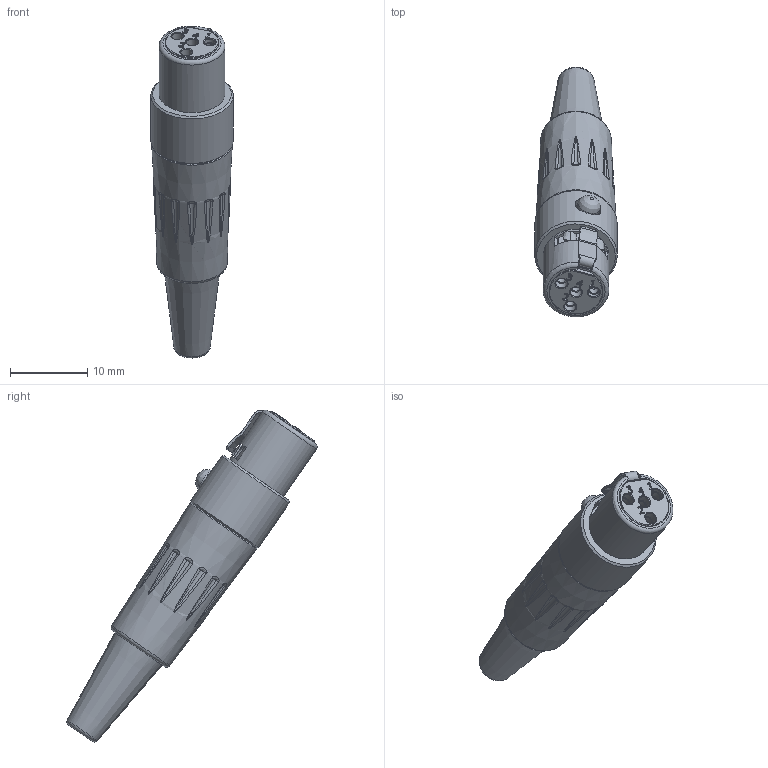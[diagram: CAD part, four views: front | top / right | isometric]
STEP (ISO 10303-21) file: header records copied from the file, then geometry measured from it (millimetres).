
FILE_DESCRIPTION((''),'2;1');
FILE_NAME('AG4F.stp','2013-05-07T16:25:55',('minh'),(''),'Autodesk Inventor 2012','Autodesk Inventor 2012','');
FILE_SCHEMA(('AUTOMOTIVE_DESIGN { 1 0 10303 214 1 1 1 1 }'));
Length unit declared in the file: millimetre
Products named in the file (8): 55010459-000; 51270115-004; 51270116-004; 50300343-321; 50300336-121; 50300342-321; 51270118-000; 50440044-000
Assembly tree (10 placements, depth 2):
  55010459-000
    51270115-004
    51270116-004
    50300343-321
    50300336-121  x4
    50300342-321
    51270118-000
    50440044-000
Bounding box: 10.69 x 32.46 x 43.05 mm (x, y, z)
Volume: 2083.5 mm3; surface area: 4245.4 mm2
Topology: 10 solids, 10 shells, 700 faces, 1760 edges, 1093 vertices
Faces by surface type: plane 367, cylinder 166, bspline 100, cone 40, torus 27
Full cylindrical faces by diameter (mm): 1.5 x8, 3 x1, 3.5 x2, 7 x1, 7.9 x1, 8.55 x1, 8.8 x1, 9.5 x1, 10.7 x1
Entity records: 22610 total; most frequent: CARTESIAN_POINT 12314, ORIENTED_EDGE 2166, DIRECTION 1896, EDGE_CURVE 1083, VERTEX_POINT 712, AXIS2_PLACEMENT_3D 679, VECTOR 538, LINE 538
